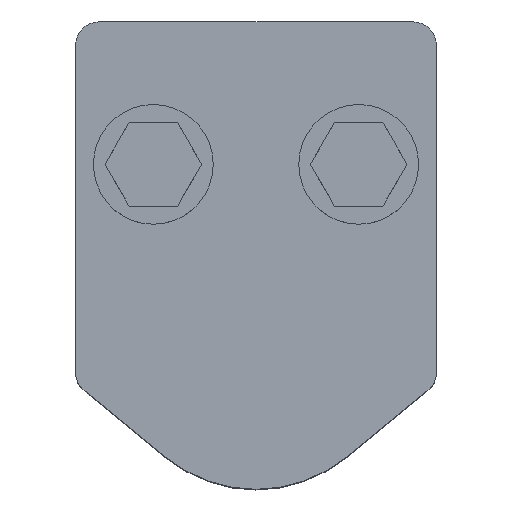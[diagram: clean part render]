
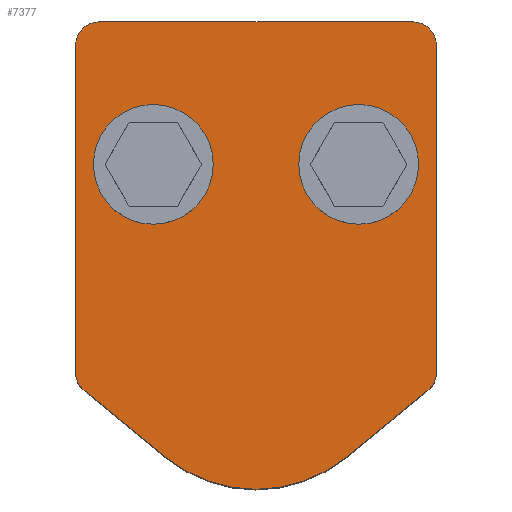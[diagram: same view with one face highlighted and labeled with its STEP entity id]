
A CAD part, top view. The second image highlights one B-rep face of the part: STEP entity #7377.
In plain terms, the highlighted planar face has unit normal (0, 0, 1).
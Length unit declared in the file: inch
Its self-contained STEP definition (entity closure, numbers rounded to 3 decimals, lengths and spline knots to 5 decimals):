
#272=FACE_BOUND('',#1094,.T.);
#273=FACE_BOUND('',#1095,.T.);
#368=PLANE('',#7976);
#626=FACE_OUTER_BOUND('',#1093,.T.);
#1093=EDGE_LOOP('',(#5107,#5108,#5109,#5110,#5111,#5112,#5113,#5114,#5115,
#5116));
#1094=EDGE_LOOP('',(#5117,#5118));
#1095=EDGE_LOOP('',(#5119,#5120));
#1646=LINE('',#11721,#2095);
#1649=LINE('',#11730,#2098);
#1651=LINE('',#11736,#2100);
#1652=LINE('',#11740,#2101);
#1653=LINE('',#11742,#2102);
#2095=VECTOR('',#9161,0.3937);
#2098=VECTOR('',#9170,0.3937);
#2100=VECTOR('',#9176,0.3937);
#2101=VECTOR('',#9179,0.3937);
#2102=VECTOR('',#9182,0.3937);
#2556=CIRCLE('',#7971,0.25);
#2557=CIRCLE('',#7974,0.25);
#2558=CIRCLE('',#7977,0.25);
#2559=CIRCLE('',#7978,1.56);
#2560=CIRCLE('',#7979,0.25);
#2561=CIRCLE('',#7980,0.3205);
#2562=CIRCLE('',#7981,0.3205);
#2563=CIRCLE('',#7982,0.3205);
#2564=CIRCLE('',#7983,0.3205);
#3111=VERTEX_POINT('',#11713);
#3112=VERTEX_POINT('',#11715);
#3113=VERTEX_POINT('',#11719);
#3114=VERTEX_POINT('',#11723);
#3115=VERTEX_POINT('',#11725);
#3116=VERTEX_POINT('',#11729);
#3117=VERTEX_POINT('',#11733);
#3118=VERTEX_POINT('',#11735);
#3119=VERTEX_POINT('',#11737);
#3120=VERTEX_POINT('',#11739);
#3121=VERTEX_POINT('',#11743);
#3122=VERTEX_POINT('',#11744);
#3123=VERTEX_POINT('',#11747);
#3124=VERTEX_POINT('',#11748);
#3880=EDGE_CURVE('',#3111,#3112,#2556,.T.);
#3883=EDGE_CURVE('',#3113,#3111,#1646,.T.);
#3885=EDGE_CURVE('',#3114,#3115,#2557,.T.);
#3887=EDGE_CURVE('',#3115,#3116,#1649,.T.);
#3889=EDGE_CURVE('',#3117,#3113,#2558,.T.);
#3890=EDGE_CURVE('',#3117,#3118,#1651,.T.);
#3891=EDGE_CURVE('',#3118,#3119,#2559,.T.);
#3892=EDGE_CURVE('',#3119,#3120,#1652,.T.);
#3893=EDGE_CURVE('',#3116,#3120,#2560,.T.);
#3894=EDGE_CURVE('',#3112,#3114,#1653,.T.);
#3895=EDGE_CURVE('',#3121,#3122,#2561,.T.);
#3896=EDGE_CURVE('',#3122,#3121,#2562,.T.);
#3897=EDGE_CURVE('',#3123,#3124,#2563,.T.);
#3898=EDGE_CURVE('',#3124,#3123,#2564,.T.);
#5107=ORIENTED_EDGE('',*,*,#3880,.F.);
#5108=ORIENTED_EDGE('',*,*,#3883,.F.);
#5109=ORIENTED_EDGE('',*,*,#3889,.F.);
#5110=ORIENTED_EDGE('',*,*,#3890,.T.);
#5111=ORIENTED_EDGE('',*,*,#3891,.T.);
#5112=ORIENTED_EDGE('',*,*,#3892,.T.);
#5113=ORIENTED_EDGE('',*,*,#3893,.F.);
#5114=ORIENTED_EDGE('',*,*,#3887,.F.);
#5115=ORIENTED_EDGE('',*,*,#3885,.F.);
#5116=ORIENTED_EDGE('',*,*,#3894,.F.);
#5117=ORIENTED_EDGE('',*,*,#3895,.T.);
#5118=ORIENTED_EDGE('',*,*,#3896,.T.);
#5119=ORIENTED_EDGE('',*,*,#3897,.T.);
#5120=ORIENTED_EDGE('',*,*,#3898,.T.);
#7377=ADVANCED_FACE('',(#626,#272,#273),#368,.F.);
#7971=AXIS2_PLACEMENT_3D('',#11716,#9155,#9156);
#7974=AXIS2_PLACEMENT_3D('',#11726,#9165,#9166);
#7976=AXIS2_PLACEMENT_3D('',#11732,#9172,#9173);
#7977=AXIS2_PLACEMENT_3D('',#11734,#9174,#9175);
#7978=AXIS2_PLACEMENT_3D('',#11738,#9177,#9178);
#7979=AXIS2_PLACEMENT_3D('',#11741,#9180,#9181);
#7980=AXIS2_PLACEMENT_3D('',#11745,#9183,#9184);
#7981=AXIS2_PLACEMENT_3D('',#11746,#9185,#9186);
#7982=AXIS2_PLACEMENT_3D('',#11749,#9187,#9188);
#7983=AXIS2_PLACEMENT_3D('',#11750,#9189,#9190);
#9155=DIRECTION('center_axis',(0.,0.,
-1.));
#9156=DIRECTION('ref_axis',(-0.707,0.707,0.));
#9161=DIRECTION('',(0.,1.,0.));
#9165=DIRECTION('center_axis',(0.,0.,
-1.));
#9166=DIRECTION('ref_axis',(0.707,0.707,0.));
#9170=DIRECTION('',(0.,-1.,0.));
#9172=DIRECTION('center_axis',(0.,0.,
-1.));
#9173=DIRECTION('ref_axis',(-1.,0.,0.));
#9174=DIRECTION('center_axis',(0.,0.,
-1.));
#9175=DIRECTION('ref_axis',(-0.904,-0.428,0.));
#9176=DIRECTION('',(0.774,-0.633,0.));
#9177=DIRECTION('center_axis',(0.,0.,
1.));
#9178=DIRECTION('ref_axis',(0.633,-0.774,0.));
#9179=DIRECTION('',(0.774,0.633,0.));
#9180=DIRECTION('center_axis',(0.,0.,
-1.));
#9181=DIRECTION('ref_axis',(0.904,-0.428,0.));
#9182=DIRECTION('',(1.,0.,0.));
#9183=DIRECTION('center_axis',(0.,0.,
-1.));
#9184=DIRECTION('ref_axis',(-1.,0.,0.));
#9185=DIRECTION('center_axis',(0.,0.,
-1.));
#9186=DIRECTION('ref_axis',(-1.,0.,0.));
#9187=DIRECTION('center_axis',(0.,0.,
-1.));
#9188=DIRECTION('ref_axis',(-1.,0.,0.));
#9189=DIRECTION('center_axis',(0.,0.,
-1.));
#9190=DIRECTION('ref_axis',(-1.,0.,0.));
#11713=CARTESIAN_POINT('',(-0.37377,4.2692,4.12));
#11715=CARTESIAN_POINT('',(-0.12377,4.5192,4.12));
#11716=CARTESIAN_POINT('Origin',(-0.12377,4.2692,4.12));
#11719=CARTESIAN_POINT('',(-0.37377,0.6777,4.12));
#11721=CARTESIAN_POINT('',(-0.37377,-0.6008,4.12));
#11723=CARTESIAN_POINT('',(3.32623,4.5192,4.12));
#11725=CARTESIAN_POINT('',(3.57623,4.2692,4.12));
#11726=CARTESIAN_POINT('Origin',(3.32623,4.2692,4.12));
#11729=CARTESIAN_POINT('',(3.57623,0.6777,4.12));
#11730=CARTESIAN_POINT('',(3.57623,4.5192,4.12));
#11732=CARTESIAN_POINT('Origin',(1.60123,1.9592,4.12));
#11733=CARTESIAN_POINT('',(-0.28204,0.48418,4.12));
#11734=CARTESIAN_POINT('Origin',(-0.12377,0.6777,4.12));
#11735=CARTESIAN_POINT('',(0.6136,-0.24834,4.12));
#11736=CARTESIAN_POINT('',(0.36857,-0.04794,4.12));
#11737=CARTESIAN_POINT('',(2.58887,-0.24834,4.12));
#11738=CARTESIAN_POINT('Origin',(1.60123,0.9592,4.12));
#11739=CARTESIAN_POINT('',(3.48451,0.48418,4.12));
#11740=CARTESIAN_POINT('',(3.32758,0.35584,4.12));
#11741=CARTESIAN_POINT('Origin',(3.32623,0.6777,4.12));
#11742=CARTESIAN_POINT('',(-0.37377,4.5192,4.12));
#11743=CARTESIAN_POINT('',(2.40573,2.9592,4.12));
#11744=CARTESIAN_POINT('',(3.04673,2.9592,4.12));
#11745=CARTESIAN_POINT('Origin',(2.72623,2.9592,4.12));
#11746=CARTESIAN_POINT('Origin',(2.72623,2.9592,4.12));
#11747=CARTESIAN_POINT('',(0.15573,2.9592,4.12));
#11748=CARTESIAN_POINT('',(0.79673,2.9592,4.12));
#11749=CARTESIAN_POINT('Origin',(0.47623,2.9592,4.12));
#11750=CARTESIAN_POINT('Origin',(0.47623,2.9592,4.12));
